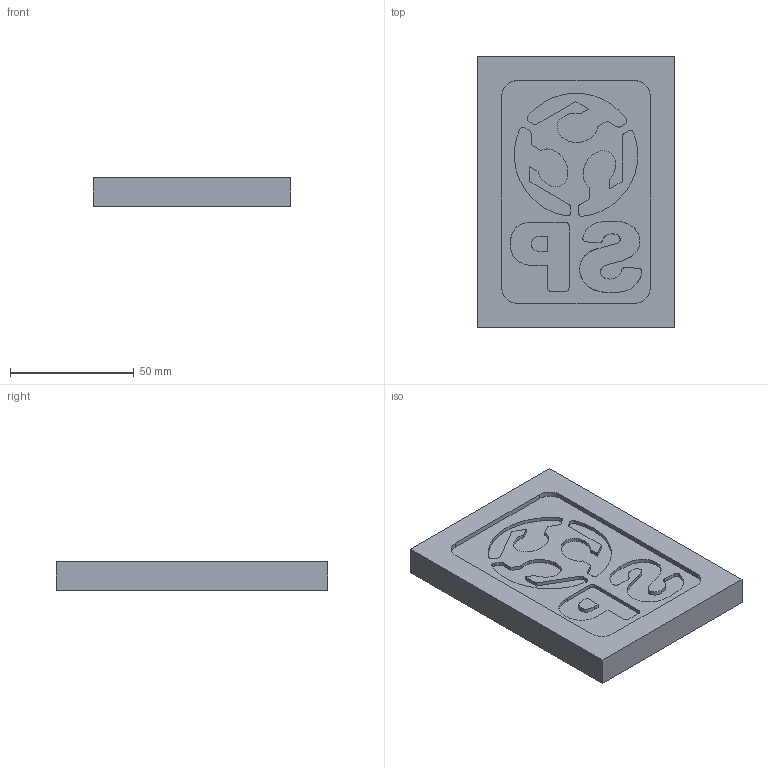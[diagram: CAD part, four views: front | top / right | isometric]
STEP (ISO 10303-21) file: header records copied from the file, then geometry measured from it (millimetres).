
FILE_DESCRIPTION(/* description */ (''),/* implementation_level */ '2;1');
FILE_NAME(/* name */ '12-01.stp',/* time_stamp */ '2016-07-05T10:26:08+08:00',/* author */ ('User'),/* organization */ (''),/* preprocessor_version */ 'ST-DEVELOPER v15.2',/* originating_system */ 'Autodesk Inventor 2014',/* authorisation */ '');
FILE_SCHEMA (('AUTOMOTIVE_DESIGN { 1 0 10303 214 3 1 1 }'));
Length unit declared in the file: millimetre
Products named in the file (1): 12-003
Bounding box: 80 x 110 x 11.6 mm (x, y, z)
Volume: 88079.4 mm3; surface area: 23575.9 mm2
Topology: 1 solids, 1 shells, 106 faces, 291 edges, 194 vertices
Faces by surface type: plane 48, cylinder 34, bspline 24
Entity records: 3661 total; most frequent: CARTESIAN_POINT 1050, ORIENTED_EDGE 582, DIRECTION 469, EDGE_CURVE 291, VERTEX_POINT 194, LINE 167, VECTOR 167, AXIS2_PLACEMENT_3D 151
